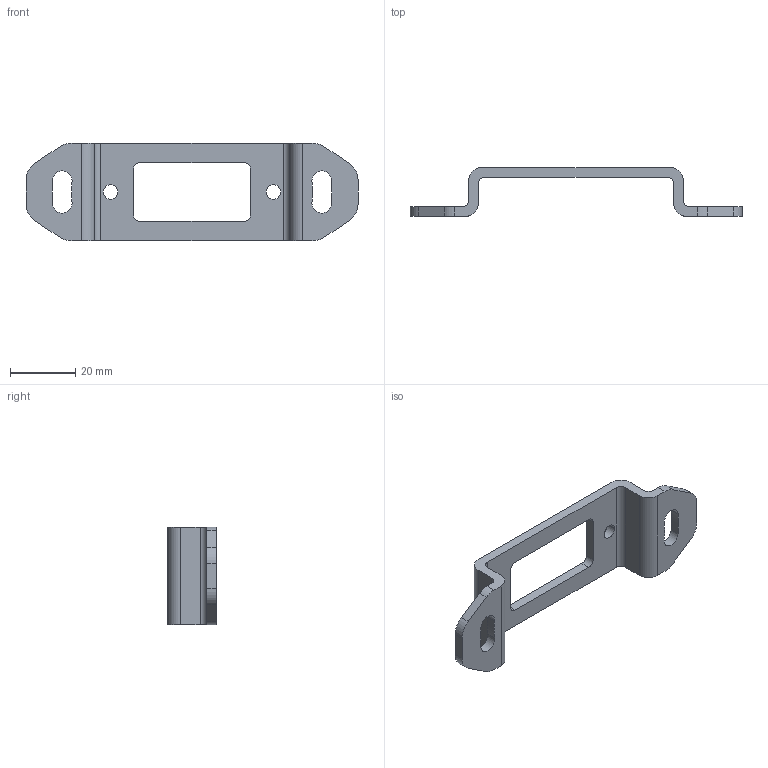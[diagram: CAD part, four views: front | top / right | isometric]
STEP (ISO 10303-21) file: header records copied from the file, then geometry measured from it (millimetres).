
FILE_DESCRIPTION((''),'2;1');
FILE_NAME('213729_ASM','2019-09-20T07:28:22',('pdmadmin'),('BANNER ENGINEERING'),'CREO PARAMETRIC BY PTC INC, 2018300','CREO PARAMETRIC BY PTC INC, 2018300','');
FILE_SCHEMA(('CONFIG_CONTROL_DESIGN'));
Length unit declared in the file: millimetre
Products named in the file (2): ZJ-CZ_6; 213729_ASM
Assembly tree (1 placements, depth 2):
  213729_ASM
    ZJ-CZ_6
Bounding box: 102 x 15 x 30 mm (x, y, z)
Volume: 7982.2 mm3; surface area: 6654.7 mm2
Topology: 1 solids, 1 shells, 54 faces, 172 edges, 120 vertices
Faces by surface type: cylinder 32, plane 22
Entity records: 2051 total; most frequent: DIRECTION 366, CARTESIAN_POINT 349, ORIENTED_EDGE 344, EDGE_CURVE 172, AXIS2_PLACEMENT_3D 137, VERTEX_POINT 120, VECTOR 92, LINE 92
